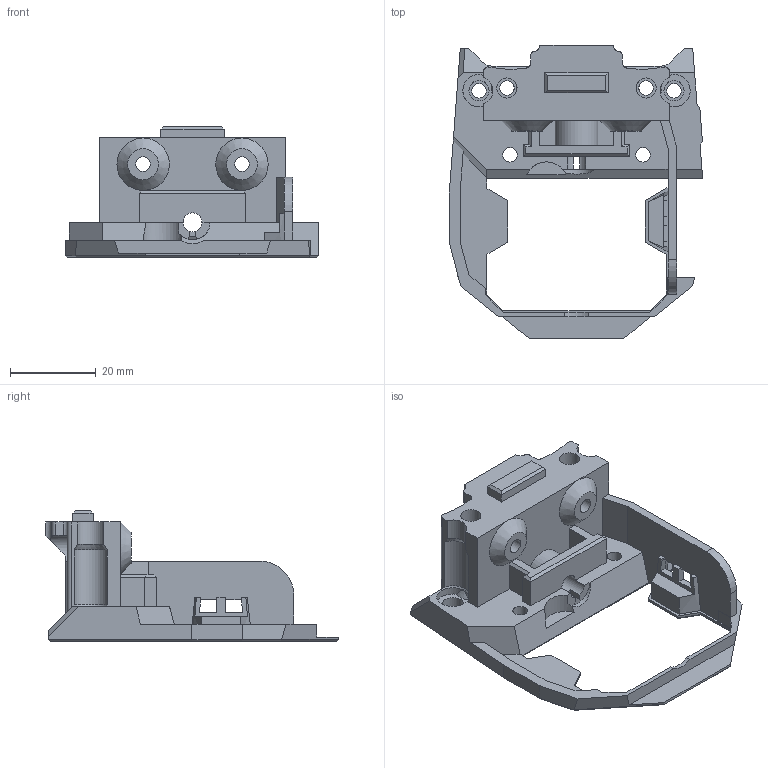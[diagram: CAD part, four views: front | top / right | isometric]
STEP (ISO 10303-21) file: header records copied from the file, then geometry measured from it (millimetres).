
FILE_DESCRIPTION (( 'STEP AP203' ), '1' );
FILE_NAME ('LGX_SB_Mount-r02f - 1-NoPCB.STEP', '2023-01-22T16:03:39', ( '' ), ( '' ), 'SwSTEP 2.0', 'SolidWorks 2022', '' );
FILE_SCHEMA (( 'CONFIG_CONTROL_DESIGN' ));
Length unit declared in the file: millimetre
Products named in the file (1): LGX_SB_Mount-r02f - 1-NoPCB
Bounding box: 58.96 x 68.17 x 30.45 mm (x, y, z)
Volume: 23168.5 mm3; surface area: 12307.4 mm2
Topology: 1 solids, 2 shells, 299 faces, 815 edges, 516 vertices
Faces by surface type: plane 219, cylinder 53, cone 19, bspline 8
Full cylindrical faces by diameter (mm): 3.4 x9, 4.4 x1, 4.7 x5, 6 x4, 6.2 x2, 7.5 x2
Entity records: 9439 total; most frequent: CARTESIAN_POINT 2090, ORIENTED_EDGE 1534, DIRECTION 1408, EDGE_CURVE 767, VECTOR 552, LINE 552, VERTEX_POINT 502, AXIS2_PLACEMENT_3D 428
